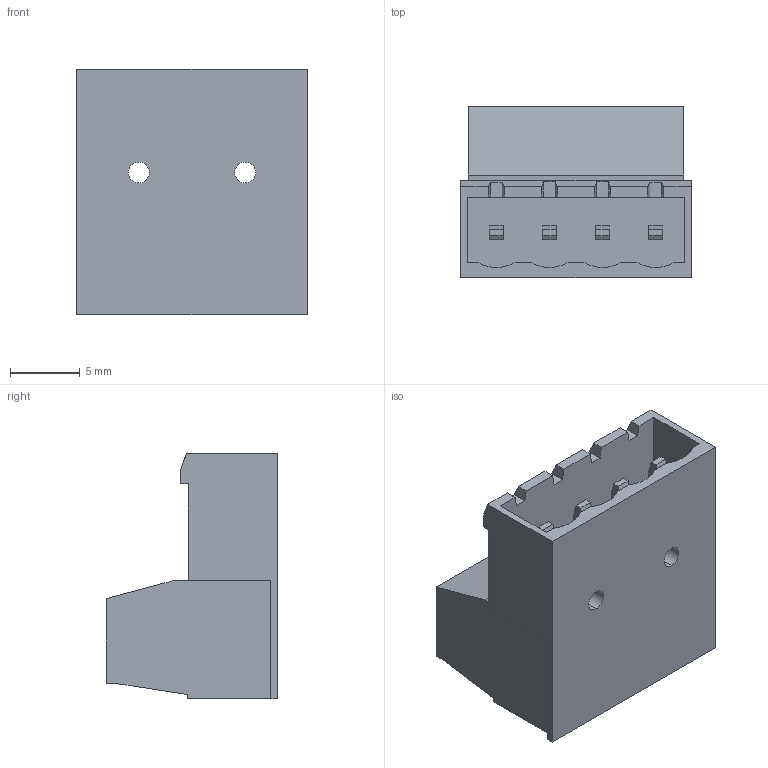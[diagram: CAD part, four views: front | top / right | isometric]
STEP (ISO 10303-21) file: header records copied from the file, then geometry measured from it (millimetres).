
FILE_DESCRIPTION (( 'STEP AP203' ), '1' );
FILE_NAME ('SOKETLI KABLO BIRLESIRICI KLEMENS - 3,81 MM KABLO BIRLESTIRICI ERKEK - 4 LÜ.STEP', '2018-09-14T11:45:33', ( 'user' ), ( '' ), 'SwSTEP 2.0', 'SolidWorks 2016', '' );
FILE_SCHEMA (( 'CONFIG_CONTROL_DESIGN' ));
Length unit declared in the file: millimetre
Products named in the file (1): SOKETLI KABLO BIRLESIRICI KLEMENS - 3,81 MM KABLO BIRLESTIRICI ERKEK - 4 LÜ
Bounding box: 16.56 x 12.3 x 17.6 mm (x, y, z)
Volume: 1831.7 mm3; surface area: 1956 mm2
Topology: 1 solids, 1 shells, 149 faces, 391 edges, 260 vertices
Faces by surface type: plane 133, cylinder 16
Entity records: 4622 total; most frequent: CARTESIAN_POINT 801, ORIENTED_EDGE 782, DIRECTION 739, EDGE_CURVE 391, LINE 343, VECTOR 343, VERTEX_POINT 260, AXIS2_PLACEMENT_3D 198
